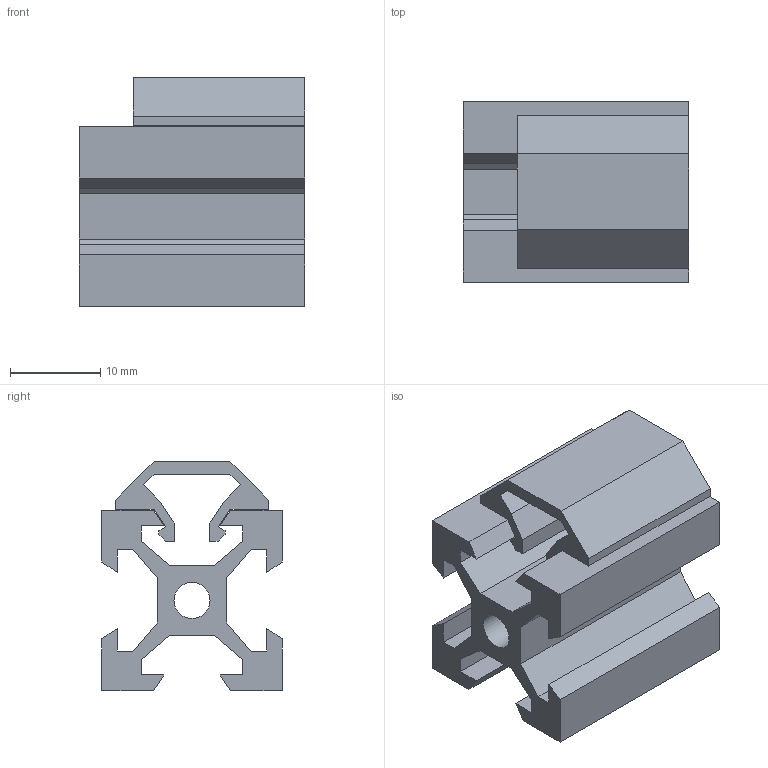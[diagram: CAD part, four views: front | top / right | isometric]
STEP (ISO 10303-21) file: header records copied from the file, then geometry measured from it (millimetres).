
FILE_DESCRIPTION(/* description */ (''),/* implementation_level */ '2;1');
FILE_NAME(/* name */ '2020_Wire_Cover.step',/* time_stamp */ '2024-01-05T17:22:42+10:00',/* author */ (''),/* organization */ (''),/* preprocessor_version */ 'ST-DEVELOPER v20',/* originating_system */ 'Autodesk Translation Framework v12.14.0.127',/* authorisation */ '');
FILE_SCHEMA (('AUTOMOTIVE_DESIGN { 1 0 10303 214 3 1 1 }'));
Length unit declared in the file: millimetre
Products named in the file (3): (Unsaved); 2020 Y Gantry Frame; 2020 Extrusion
Assembly tree (2 placements, depth 3):
  (Unsaved)
    2020 Y Gantry Frame
      2020 Extrusion
Bounding box: 25 x 20 x 25.4 mm (x, y, z)
Volume: 5228.7 mm3; surface area: 5799.1 mm2
Topology: 2 solids, 2 shells, 75 faces, 213 edges, 142 vertices
Faces by surface type: plane 74, cylinder 1
Full cylindrical faces by diameter (mm): 4 x1
Entity records: 2481 total; most frequent: CARTESIAN_POINT 435, ORIENTED_EDGE 426, DIRECTION 375, EDGE_CURVE 213, LINE 211, VECTOR 211, VERTEX_POINT 142, AXIS2_PLACEMENT_3D 82
